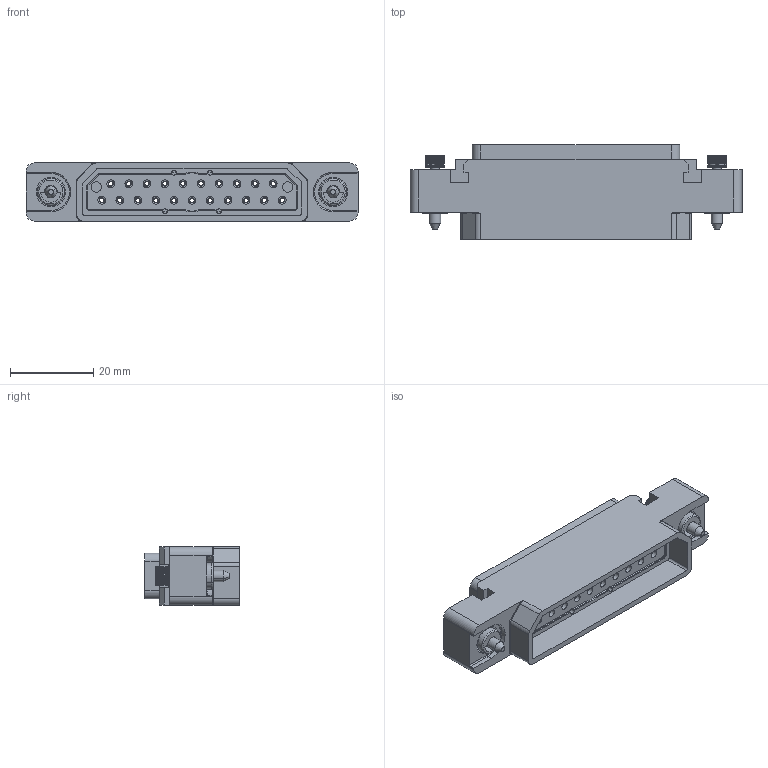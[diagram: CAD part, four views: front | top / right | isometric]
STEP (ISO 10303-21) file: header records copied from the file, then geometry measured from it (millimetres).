
FILE_DESCRIPTION((''),'2;1');
FILE_NAME('1900ND04P1A00A','2019-10-29T',('presta_be4'),(''),'CREO PARAMETRIC BY PTC INC, 2018360','CREO PARAMETRIC BY PTC INC, 2018360','');
FILE_SCHEMA(('CONFIG_CONTROL_DESIGN'));
Products named in the file (1): 1900ND04P1A00A
Bounding box: 80 x 22.75 x 14 mm (x, y, z)
Volume: 11509.3 mm3; surface area: 12113.3 mm2
Topology: 3 solids, 3 shells, 1950 faces, 4614 edges, 2750 vertices
Faces by surface type: cylinder 614, torus 548, plane 502, cone 246, extrusion 28, bspline 12
Entity records: 64274 total; most frequent: CARTESIAN_POINT 18296, DIRECTION 10418, ORIENTED_EDGE 9220, EDGE_CURVE 4610, AXIS2_PLACEMENT_3D 4286, VERTEX_POINT 2750, CIRCLE 2376, EDGE_LOOP 2136
